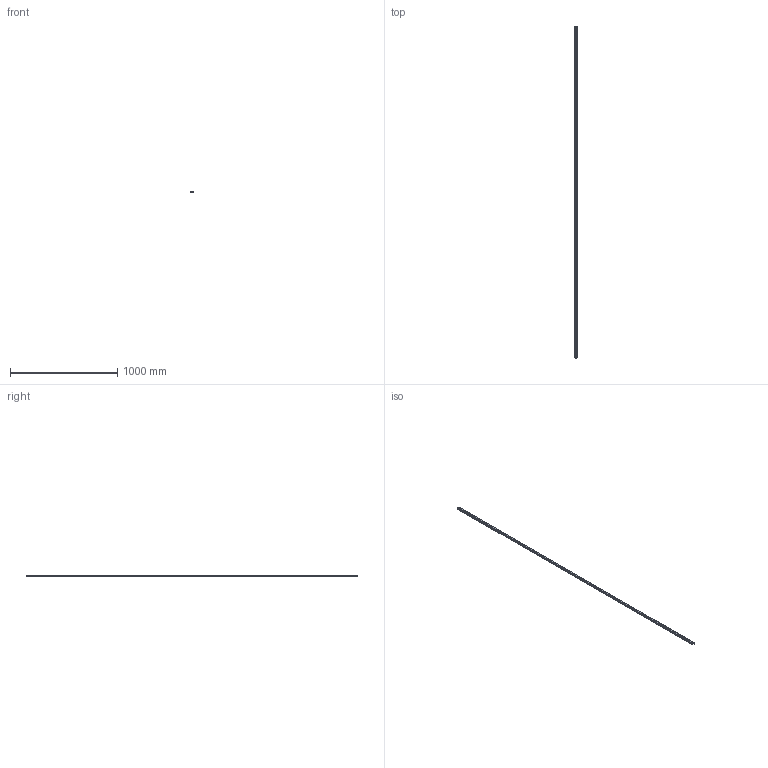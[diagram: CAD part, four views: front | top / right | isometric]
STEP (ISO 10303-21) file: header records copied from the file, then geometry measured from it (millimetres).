
FILE_DESCRIPTION(('STEP AP214'),'1');
FILE_NAME('cctmp_70540B50-C0AD-4EFA-83A6-5810F7C8D7D6_2020_5_18_12_27_34_410..stp','2020-05-18T10:27:34',('HIWIN GmbH'),('CADClick - www.CADClick.com'),'Spatial InterOp 3D',' ','unknown authorization');
FILE_SCHEMA(('AUTOMOTIVE_DESIGN'));
Length unit declared in the file: millimetre
Products named in the file (1): HGR20R3100H_FILE
Bounding box: 20 x 3100 x 17.5 mm (x, y, z)
Volume: 885993.1 mm3; surface area: 263009.9 mm2
Topology: 1 solids, 1 shells, 575 faces, 1239 edges, 826 vertices
Faces by surface type: cylinder 334, plane 241
Entity records: 20545 total; most frequent: DIRECTION 3059, CARTESIAN_POINT 2641, ORIENTED_EDGE 2478, AXIS2_PLACEMENT_3D 1244, EDGE_CURVE 1239, VERTEX_POINT 826, EDGE_LOOP 735, CIRCLE 668
